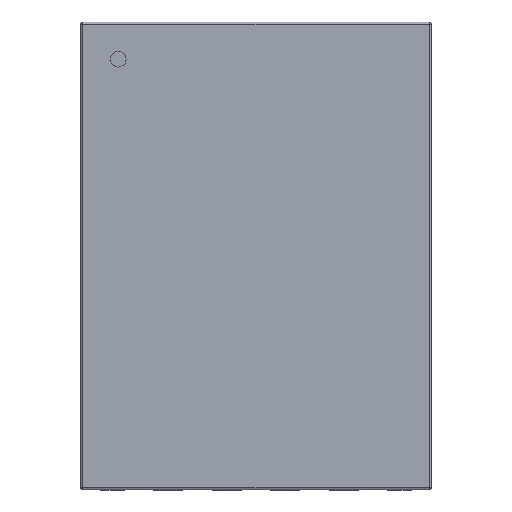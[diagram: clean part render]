
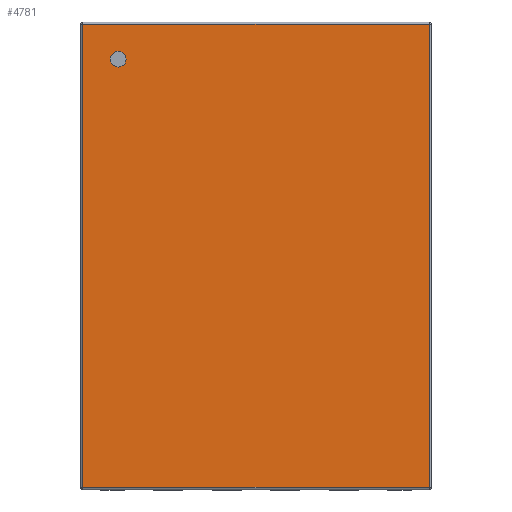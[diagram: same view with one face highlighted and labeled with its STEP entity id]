
A CAD part, top view. The second image highlights one B-rep face of the part: STEP entity #4781.
In plain terms, the highlighted planar face has unit normal (0, 0, 1).
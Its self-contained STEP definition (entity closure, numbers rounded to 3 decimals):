
#101=PLANE('',#5060);
#464=LINE('',#6918,#867);
#465=LINE('',#6921,#868);
#466=LINE('',#6923,#869);
#467=LINE('',#6925,#870);
#867=VECTOR('',#5827,1000.);
#868=VECTOR('',#5828,1000.);
#869=VECTOR('',#5829,1000.);
#870=VECTOR('',#5830,1000.);
#1512=ORIENTED_EDGE('',*,*,#2352,.T.);
#1513=ORIENTED_EDGE('',*,*,#2353,.T.);
#1514=ORIENTED_EDGE('',*,*,#2354,.T.);
#1515=ORIENTED_EDGE('',*,*,#2355,.T.);
#1516=ORIENTED_EDGE('',*,*,#2224,.T.);
#2224=EDGE_CURVE('',#2669,#2669,#2844,.T.);
#2352=EDGE_CURVE('',#2752,#2753,#464,.F.);
#2353=EDGE_CURVE('',#2753,#2754,#465,.F.);
#2354=EDGE_CURVE('',#2754,#2755,#466,.F.);
#2355=EDGE_CURVE('',#2755,#2752,#467,.F.);
#2669=VERTEX_POINT('',#6675);
#2752=VERTEX_POINT('',#6919);
#2753=VERTEX_POINT('',#6920);
#2754=VERTEX_POINT('',#6922);
#2755=VERTEX_POINT('',#6924);
#2844=CIRCLE('',#5005,0.067);
#2980=EDGE_LOOP('',(#1512,#1513,#1514,#1515));
#2981=EDGE_LOOP('',(#1516));
#3177=FACE_BOUND('',#2980,.T.);
#3178=FACE_BOUND('',#2981,.T.);
#4781=ADVANCED_FACE('',(#3177,#3178),#101,.F.);
#5005=AXIS2_PLACEMENT_3D('',#6674,#5610,#5611);
#5060=AXIS2_PLACEMENT_3D('',#6917,#5825,#5826);
#5610=DIRECTION('',(0.,0.,-1.));
#5611=DIRECTION('',(1.,0.,0.));
#5825=DIRECTION('',(0.,0.,-1.));
#5826=DIRECTION('',(-1.,0.,0.));
#5827=DIRECTION('',(0.,-1.,0.));
#5828=DIRECTION('',(1.,0.,0.));
#5829=DIRECTION('',(0.,1.,0.));
#5830=DIRECTION('',(-1.,0.,0.));
#6674=CARTESIAN_POINT('',(-1.178,1.682,0.));
#6675=CARTESIAN_POINT('',(-1.111,1.682,0.));
#6917=CARTESIAN_POINT('',(0.,0.,0.));
#6918=CARTESIAN_POINT('',(1.48,0.,0.));
#6919=CARTESIAN_POINT('',(1.48,-1.98,0.));
#6920=CARTESIAN_POINT('',(1.48,1.98,0.));
#6921=CARTESIAN_POINT('',(0.,1.98,0.));
#6922=CARTESIAN_POINT('',(-1.48,1.98,0.));
#6923=CARTESIAN_POINT('',(-1.48,0.,0.));
#6924=CARTESIAN_POINT('',(-1.48,-1.98,0.));
#6925=CARTESIAN_POINT('',(0.,-1.98,0.));
